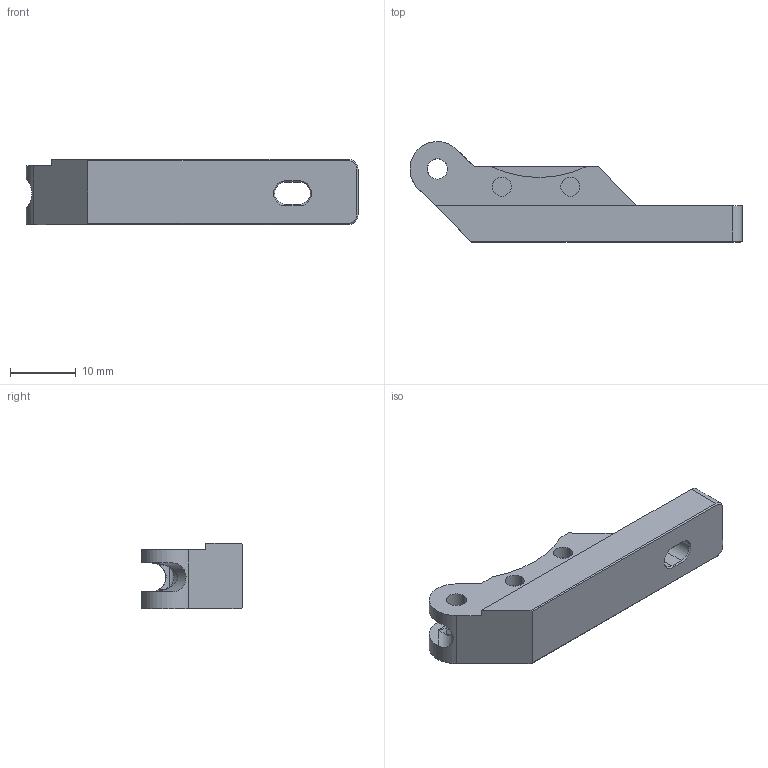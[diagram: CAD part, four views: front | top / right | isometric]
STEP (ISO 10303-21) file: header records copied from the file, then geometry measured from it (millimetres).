
FILE_DESCRIPTION (( 'STEP AP214' ), '1' );
FILE_NAME ('moving rod -mirror.STEP', '2022-05-02T08:29:03', ( '' ), ( '' ), 'SwSTEP 2.0', 'SolidWorks 2021', '' );
FILE_SCHEMA (( 'AUTOMOTIVE_DESIGN' ));
Length unit declared in the file: millimetre
Products named in the file (1): moving rod -mirror
Bounding box: 50.69 x 15.39 x 10 mm (x, y, z)
Volume: 3264.8 mm3; surface area: 2576.9 mm2
Topology: 1 solids, 1 shells, 55 faces, 147 edges, 93 vertices
Faces by surface type: plane 26, cylinder 23, cone 5, bspline 1
Entity records: 1930 total; most frequent: CARTESIAN_POINT 497, DIRECTION 294, ORIENTED_EDGE 290, EDGE_CURVE 145, AXIS2_PLACEMENT_3D 102, VERTEX_POINT 93, LINE 90, VECTOR 90
